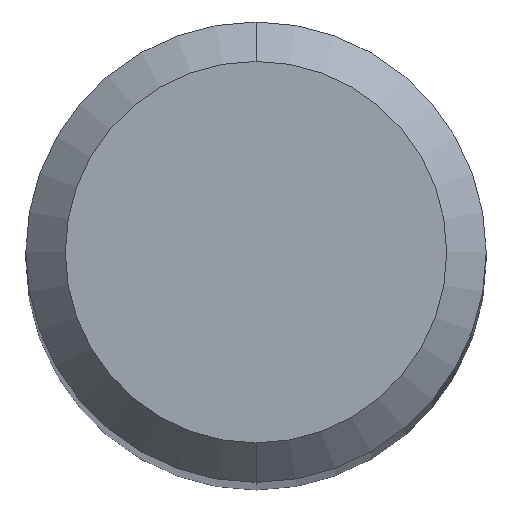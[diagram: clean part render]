
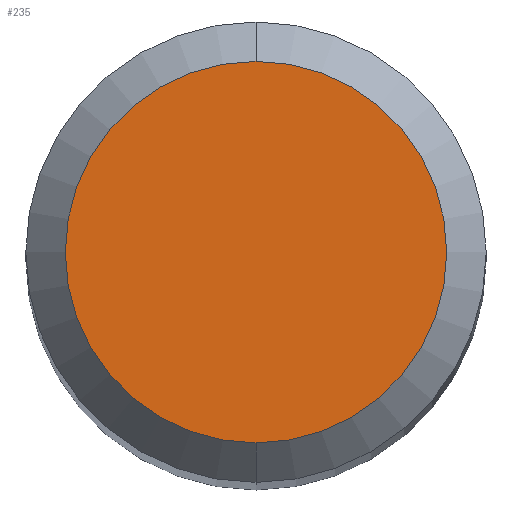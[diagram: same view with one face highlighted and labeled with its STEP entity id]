
A CAD part, top view. The second image highlights one B-rep face of the part: STEP entity #235.
In plain terms, the highlighted planar face has unit normal (0, 0, 1).
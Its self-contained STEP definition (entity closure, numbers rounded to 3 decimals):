
#193=EDGE_CURVE('',#281,#339,#433,.T.);
#235=ADVANCED_FACE('',(#481),#482,.T.);
#281=VERTEX_POINT('',#531);
#301=EDGE_CURVE('',#339,#281,#553,.T.);
#339=VERTEX_POINT('',#597);
#433=CIRCLE('',#706,1.45);
#481=FACE_OUTER_BOUND('',#761,.T.);
#482=PLANE('',#762);
#531=CARTESIAN_POINT('',(0.0,1.45,0.0));
#553=CIRCLE('',#860,1.45);
#597=CARTESIAN_POINT('',(0.,-1.45,0.0));
#706=AXIS2_PLACEMENT_3D('',#1010,#1011,#1012);
#761=EDGE_LOOP('',(#1074,#1075));
#762=AXIS2_PLACEMENT_3D('',#1076,#1077,#1078);
#860=AXIS2_PLACEMENT_3D('',#1162,#1163,#1164);
#1010=CARTESIAN_POINT('',(0.0,0.0,0.0));
#1011=DIRECTION('',(0.0,0.0,-1.0));
#1012=DIRECTION('',(0.0,1.0,0.0));
#1074=ORIENTED_EDGE('',*,*,#193,.F.);
#1075=ORIENTED_EDGE('',*,*,#301,.F.);
#1076=CARTESIAN_POINT('',(0.0,0.725,0.0));
#1077=DIRECTION('',(-0.0,0.0,1.0));
#1078=DIRECTION('',(0.0,-1.0,0.0));
#1162=CARTESIAN_POINT('',(0.0,0.0,0.0));
#1163=DIRECTION('',(0.0,0.0,-1.0));
#1164=DIRECTION('',(0.0,1.0,0.0));
